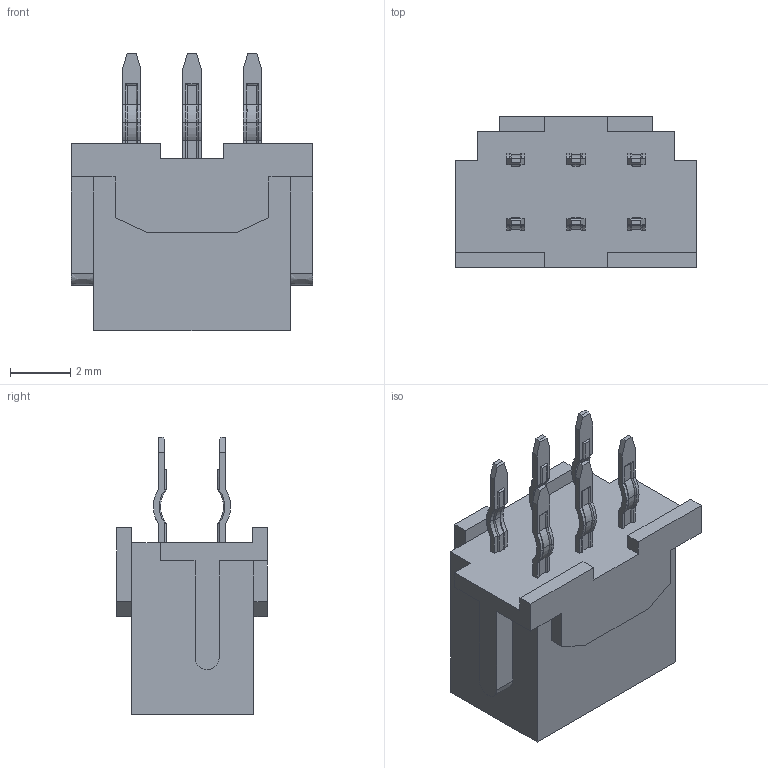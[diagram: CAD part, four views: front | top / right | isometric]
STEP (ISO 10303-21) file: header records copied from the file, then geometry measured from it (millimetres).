
FILE_DESCRIPTION(('OneSpaceDesigner STEP Export'),'2;1');
FILE_NAME('DF11-6DS-2DSA.stp','2007-03-22T14:08:55',(''),(''),'OneSpace Designer STEP processor (Jan. 2003) for AP214(CD)(Solid Model)','OneSpace Designer 12.00 10-Sep-2003 (C) CoCreate Software GmbH','');
FILE_SCHEMA(('AUTOMOTIVE_DESIGN_CC2 {1 2 10303 214 -1 1 5 1}'));
Length unit declared in the file: millimetre
Products named in the file (2): DF11-6DS-2DSAÈª
Assembly tree (1 placements, depth 2):
  DF11-6DS-2DSAÈª
    DF11-6DS-2DSAÈª
Bounding box: 8 x 5 x 9.2 mm (x, y, z)
Volume: 172.8 mm3; surface area: 263.3 mm2
Topology: 1 solids, 1 shells, 352 faces, 916 edges, 578 vertices
Faces by surface type: plane 168, cylinder 132, torus 48, bspline 4
Entity records: 12991 total; most frequent: CARTESIAN_POINT 5008, ORIENTED_EDGE 1832, DIRECTION 1330, EDGE_CURVE 916, VERTEX_POINT 578, VECTOR 570, LINE 570, AXIS2_PLACEMENT_3D 380
